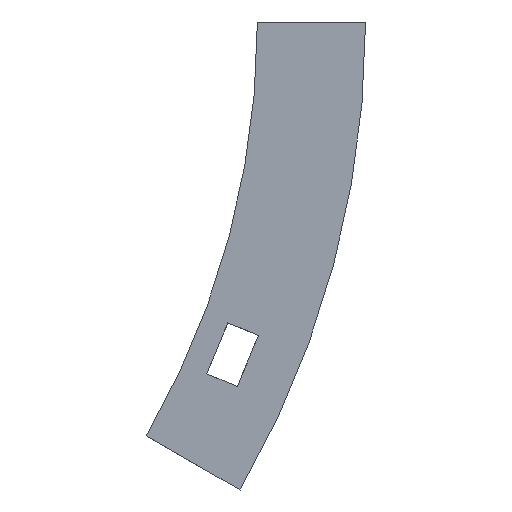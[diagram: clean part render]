
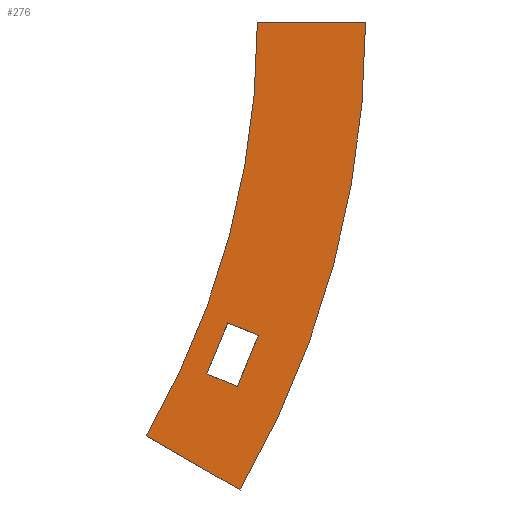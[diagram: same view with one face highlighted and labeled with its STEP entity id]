
A CAD part, front view. The second image highlights one B-rep face of the part: STEP entity #276.
In plain terms, the highlighted planar face has unit normal (0, -1, 0).
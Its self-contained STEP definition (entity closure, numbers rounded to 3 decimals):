
#6 = VECTOR ( 'NONE', #75, 1000. ) ;
#72 = DIRECTION ( 'NONE',  ( 0.383, 0., 0.924 ) ) ;
#75 = DIRECTION ( 'NONE',  ( -0.924, 0., 0.383 ) ) ;
#87 = VECTOR ( 'NONE', #549, 1000. ) ;
#113 = PLANE ( 'NONE',  #652 ) ;
#131 = AXIS2_PLACEMENT_3D ( 'NONE', #845, #414, #424 ) ;
#137 = LINE ( 'NONE', #631, #695 ) ;
#150 = EDGE_LOOP ( 'NONE', ( #666, #661, #337, #587 ) ) ;
#153 = ORIENTED_EDGE ( 'NONE', *, *, #710, .F. ) ;
#172 = CARTESIAN_POINT ( 'NONE',  ( 150.196, 0., -56.801 ) ) ;
#175 = VECTOR ( 'NONE', #72, 1000. ) ;
#180 = DIRECTION ( 'NONE',  ( 0., 1., 0. ) ) ;
#191 = VERTEX_POINT ( 'NONE', #225 ) ;
#217 = DIRECTION ( 'NONE',  ( -0.866, 0., 0.5 ) ) ;
#225 = CARTESIAN_POINT ( 'NONE',  ( 140.826, 0., -63.744 ) ) ;
#251 = DIRECTION ( 'NONE',  ( 0.924, 0., -0.383 ) ) ;
#258 = EDGE_LOOP ( 'NONE', ( #153, #891, #848, #269 ) ) ;
#269 = ORIENTED_EDGE ( 'NONE', *, *, #728, .F. ) ;
#272 = CARTESIAN_POINT ( 'NONE',  ( 150., 0., 0. ) ) ;
#276 = ADVANCED_FACE ( 'NONE', ( #322, #335 ), #113, .F. ) ;
#277 = DIRECTION ( 'NONE',  ( -0.383, 0., -0.924 ) ) ;
#294 = CARTESIAN_POINT ( 'NONE',  ( 146.878, 0., -84.8 ) ) ;
#312 = VERTEX_POINT ( 'NONE', #819 ) ;
#322 = FACE_BOUND ( 'NONE', #150, .T. ) ;
#335 = FACE_OUTER_BOUND ( 'NONE', #258, .T. ) ;
#337 = ORIENTED_EDGE ( 'NONE', *, *, #341, .T. ) ;
#341 = EDGE_CURVE ( 'NONE', #832, #888, #691, .T. ) ;
#365 = EDGE_CURVE ( 'NONE', #191, #832, #604, .T. ) ;
#366 = EDGE_CURVE ( 'NONE', #888, #733, #137, .T. ) ;
#393 = LINE ( 'NONE', #272, #87 ) ;
#404 = DIRECTION ( 'NONE',  ( 0., 0., 1. ) ) ;
#414 = DIRECTION ( 'NONE',  ( 0., 1., 0. ) ) ;
#424 = DIRECTION ( 'NONE',  ( 0., 0., 1. ) ) ;
#434 = LINE ( 'NONE', #716, #6 ) ;
#435 = EDGE_CURVE ( 'NONE', #510, #312, #814, .T. ) ;
#457 = CARTESIAN_POINT ( 'NONE',  ( 150., 0., 0. ) ) ;
#462 = AXIS2_PLACEMENT_3D ( 'NONE', #463, #742, #895 ) ;
#463 = CARTESIAN_POINT ( 'NONE',  ( 0., 0., 0. ) ) ;
#510 = VERTEX_POINT ( 'NONE', #862 ) ;
#549 = DIRECTION ( 'NONE',  ( 1., 0., 0. ) ) ;
#564 = CARTESIAN_POINT ( 'NONE',  ( 129.904, 0., -75. ) ) ;
#571 = VERTEX_POINT ( 'NONE', #457 ) ;
#587 = ORIENTED_EDGE ( 'NONE', *, *, #366, .T. ) ;
#600 = CARTESIAN_POINT ( 'NONE',  ( 150.196, 0., -56.801 ) ) ;
#604 = LINE ( 'NONE', #882, #175 ) ;
#631 = CARTESIAN_POINT ( 'NONE',  ( 146.369, 0., -66.04 ) ) ;
#652 = AXIS2_PLACEMENT_3D ( 'NONE', #680, #180, #404 ) ;
#658 = VECTOR ( 'NONE', #217, 1000. ) ;
#661 = ORIENTED_EDGE ( 'NONE', *, *, #365, .T. ) ;
#666 = ORIENTED_EDGE ( 'NONE', *, *, #861, .T. ) ;
#680 = CARTESIAN_POINT ( 'NONE',  ( 0., 0., 0. ) ) ;
#691 = LINE ( 'NONE', #600, #824 ) ;
#695 = VECTOR ( 'NONE', #277, 1000. ) ;
#710 = EDGE_CURVE ( 'NONE', #823, #571, #857, .T. ) ;
#716 = CARTESIAN_POINT ( 'NONE',  ( 140.826, 0., -63.744 ) ) ;
#728 = EDGE_CURVE ( 'NONE', #571, #510, #393, .T. ) ;
#733 = VERTEX_POINT ( 'NONE', #854 ) ;
#742 = DIRECTION ( 'NONE',  ( 0., -1., 0. ) ) ;
#771 = LINE ( 'NONE', #294, #658 ) ;
#780 = CARTESIAN_POINT ( 'NONE',  ( 144.653, 0., -54.505 ) ) ;
#814 = CIRCLE ( 'NONE', #131, 169.6 ) ;
#815 = EDGE_CURVE ( 'NONE', #312, #823, #771, .T. ) ;
#819 = CARTESIAN_POINT ( 'NONE',  ( 146.878, 0., -84.8 ) ) ;
#823 = VERTEX_POINT ( 'NONE', #564 ) ;
#824 = VECTOR ( 'NONE', #251, 1000. ) ;
#832 = VERTEX_POINT ( 'NONE', #780 ) ;
#845 = CARTESIAN_POINT ( 'NONE',  ( 0., 0., 0. ) ) ;
#848 = ORIENTED_EDGE ( 'NONE', *, *, #435, .F. ) ;
#854 = CARTESIAN_POINT ( 'NONE',  ( 146.369, 0., -66.04 ) ) ;
#857 = CIRCLE ( 'NONE', #462, 150. ) ;
#861 = EDGE_CURVE ( 'NONE', #733, #191, #434, .T. ) ;
#862 = CARTESIAN_POINT ( 'NONE',  ( 169.6, 0., 0. ) ) ;
#882 = CARTESIAN_POINT ( 'NONE',  ( 144.653, 0., -54.505 ) ) ;
#888 = VERTEX_POINT ( 'NONE', #172 ) ;
#891 = ORIENTED_EDGE ( 'NONE', *, *, #815, .F. ) ;
#895 = DIRECTION ( 'NONE',  ( 0., 0., 1. ) ) ;
